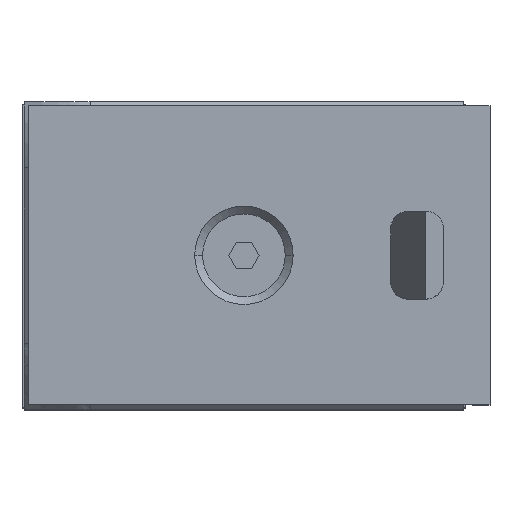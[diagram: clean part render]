
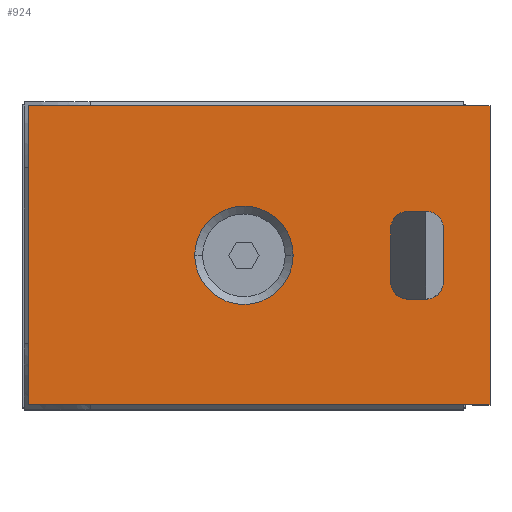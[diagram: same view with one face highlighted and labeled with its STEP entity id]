
A CAD part, top view. The second image highlights one B-rep face of the part: STEP entity #924.
In plain terms, the highlighted planar face has unit normal (0, 0, 1).
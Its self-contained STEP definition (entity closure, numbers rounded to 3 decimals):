
#780 = EDGE_LOOP ( 'NONE', ( #925, #798 ) ) ;
#786 = VERTEX_POINT ( 'NONE', #3388 ) ;
#788 = EDGE_CURVE ( 'NONE', #789, #786, #3387, .T. ) ;
#789 = VERTEX_POINT ( 'NONE', #3382 ) ;
#793 = EDGE_CURVE ( 'NONE', #801, #809, #3399, .T. ) ;
#794 = EDGE_LOOP ( 'NONE', ( #805, #965, #966, #963, #894, #1152, #1063, #1148 ) ) ;
#795 = VERTEX_POINT ( 'NONE', #3395 ) ;
#796 = ORIENTED_EDGE ( 'NONE', *, *, #797, .T. ) ;
#797 = EDGE_CURVE ( 'NONE', #795, #804, #3095, .T. ) ;
#798 = ORIENTED_EDGE ( 'NONE', *, *, #808, .T. ) ;
#799 = ORIENTED_EDGE ( 'NONE', *, *, #800, .T. ) ;
#800 = EDGE_CURVE ( 'NONE', #804, #801, #3451, .T. ) ;
#801 = VERTEX_POINT ( 'NONE', #3445 ) ;
#802 = ORIENTED_EDGE ( 'NONE', *, *, #793, .T. ) ;
#803 = ORIENTED_EDGE ( 'NONE', *, *, #897, .T. ) ;
#804 = VERTEX_POINT ( 'NONE', #3447 ) ;
#805 = ORIENTED_EDGE ( 'NONE', *, *, #806, .F. ) ;
#806 = EDGE_CURVE ( 'NONE', #890, #1111, #3458, .T. ) ;
#808 = EDGE_CURVE ( 'NONE', #786, #789, #3437, .T. ) ;
#809 = VERTEX_POINT ( 'NONE', #3443 ) ;
#887 = VERTEX_POINT ( 'NONE', #4129 ) ;
#890 = VERTEX_POINT ( 'NONE', #4197 ) ;
#894 = ORIENTED_EDGE ( 'NONE', *, *, #895, .F. ) ;
#895 = EDGE_CURVE ( 'NONE', #896, #1056, #4173, .T. ) ;
#896 = VERTEX_POINT ( 'NONE', #4229 ) ;
#897 = EDGE_CURVE ( 'NONE', #809, #795, #4196, .T. ) ;
#898 = EDGE_LOOP ( 'NONE', ( #796, #799, #802, #803 ) ) ;
#924 = ADVANCED_FACE ( 'NONE', ( #4217, #4216, #4215 ), #4214, .T. ) ;
#925 = ORIENTED_EDGE ( 'NONE', *, *, #788, .T. ) ;
#963 = ORIENTED_EDGE ( 'NONE', *, *, #964, .T. ) ;
#964 = EDGE_CURVE ( 'NONE', #1150, #1056, #4350, .T. ) ;
#965 = ORIENTED_EDGE ( 'NONE', *, *, #1055, .T. ) ;
#966 = ORIENTED_EDGE ( 'NONE', *, *, #1064, .F. ) ;
#1055 = EDGE_CURVE ( 'NONE', #890, #887, #3910, .T. ) ;
#1056 = VERTEX_POINT ( 'NONE', #3878 ) ;
#1063 = ORIENTED_EDGE ( 'NONE', *, *, #1199, .F. ) ;
#1064 = EDGE_CURVE ( 'NONE', #1150, #887, #3856, .T. ) ;
#1111 = VERTEX_POINT ( 'NONE', #3971 ) ;
#1148 = ORIENTED_EDGE ( 'NONE', *, *, #1149, .T. ) ;
#1149 = EDGE_CURVE ( 'NONE', #1173, #1111, #4390, .T. ) ;
#1150 = VERTEX_POINT ( 'NONE', #4363 ) ;
#1152 = ORIENTED_EDGE ( 'NONE', *, *, #1153, .T. ) ;
#1153 = EDGE_CURVE ( 'NONE', #896, #1191, #4368, .T. ) ;
#1173 = VERTEX_POINT ( 'NONE', #4402 ) ;
#1191 = VERTEX_POINT ( 'NONE', #4433 ) ;
#1199 = EDGE_CURVE ( 'NONE', #1173, #1191, #4420, .T. ) ;
#3091 = CARTESIAN_POINT ( 'NONE',  ( 53., 0.5, 65. ) ) ;
#3092 = VECTOR ( 'NONE', #3093, 1000. ) ;
#3093 = DIRECTION ( 'NONE',  ( 0., 1., 0. ) ) ;
#3095 = LINE ( 'NONE', #3091, #3092 ) ;
#3382 = CARTESIAN_POINT ( 'NONE',  ( 30.6, 17.5, 65. ) ) ;
#3383 = DIRECTION ( 'NONE',  ( 1., 0., 0. ) ) ;
#3384 = DIRECTION ( 'NONE',  ( 0., 0., -1. ) ) ;
#3385 = CARTESIAN_POINT ( 'NONE',  ( 25., 17.5, 65. ) ) ;
#3386 = AXIS2_PLACEMENT_3D ( 'NONE', #3385, #3384, #3383 ) ;
#3387 = CIRCLE ( 'NONE', #3386, 5.6 ) ;
#3388 = CARTESIAN_POINT ( 'NONE',  ( 19.4, 17.5, 65. ) ) ;
#3395 = CARTESIAN_POINT ( 'NONE',  ( 53., 0.5, 65. ) ) ;
#3396 = DIRECTION ( 'NONE',  ( 0., -1., 0. ) ) ;
#3397 = VECTOR ( 'NONE', #3396, 1000. ) ;
#3398 = CARTESIAN_POINT ( 'NONE',  ( 0.5, 0.5, 65. ) ) ;
#3399 = LINE ( 'NONE', #3398, #3397 ) ;
#3436 = DIRECTION ( 'NONE',  ( -1., 0., 0. ) ) ;
#3437 = CIRCLE ( 'NONE', #3450, 5.6 ) ;
#3443 = CARTESIAN_POINT ( 'NONE',  ( 0.5, 0.5, 65. ) ) ;
#3444 = DIRECTION ( 'NONE',  ( 1., 0., 0. ) ) ;
#3445 = CARTESIAN_POINT ( 'NONE',  ( 0.5, 34.5, 65. ) ) ;
#3446 = CARTESIAN_POINT ( 'NONE',  ( 53., 34.5, 65. ) ) ;
#3447 = CARTESIAN_POINT ( 'NONE',  ( 53., 34.5, 65. ) ) ;
#3448 = DIRECTION ( 'NONE',  ( 0., 0., -1. ) ) ;
#3449 = CARTESIAN_POINT ( 'NONE',  ( 25., 17.5, 65. ) ) ;
#3450 = AXIS2_PLACEMENT_3D ( 'NONE', #3449, #3448, #3444 ) ;
#3451 = LINE ( 'NONE', #3446, #3452 ) ;
#3452 = VECTOR ( 'NONE', #3436, 1000. ) ;
#3455 = DIRECTION ( 'NONE',  ( -1., 0., 0. ) ) ;
#3456 = VECTOR ( 'NONE', #3455, 1000. ) ;
#3457 = CARTESIAN_POINT ( 'NONE',  ( 47.7, 22.5, 65. ) ) ;
#3458 = LINE ( 'NONE', #3457, #3456 ) ;
#3835 = DIRECTION ( 'NONE',  ( 0., 1., 0. ) ) ;
#3836 = VECTOR ( 'NONE', #3835, 1000. ) ;
#3847 = AXIS2_PLACEMENT_3D ( 'NONE', #3909, #3908, #3907 ) ;
#3855 = CARTESIAN_POINT ( 'NONE',  ( 47.7, 12.5, 65. ) ) ;
#3856 = LINE ( 'NONE', #3855, #3836 ) ;
#3878 = CARTESIAN_POINT ( 'NONE',  ( 45.7, 12.5, 65. ) ) ;
#3907 = DIRECTION ( 'NONE',  ( 1., 0., 0. ) ) ;
#3908 = DIRECTION ( 'NONE',  ( 0., 0., -1. ) ) ;
#3909 = CARTESIAN_POINT ( 'NONE',  ( 45.7, 20.5, 65. ) ) ;
#3910 = CIRCLE ( 'NONE', #3847, 2. ) ;
#3971 = CARTESIAN_POINT ( 'NONE',  ( 43.7, 22.5, 65. ) ) ;
#4129 = CARTESIAN_POINT ( 'NONE',  ( 47.7, 20.5, 65. ) ) ;
#4173 = LINE ( 'NONE', #4273, #4272 ) ;
#4193 = DIRECTION ( 'NONE',  ( 1., 0., 0. ) ) ;
#4194 = VECTOR ( 'NONE', #4193, 1000. ) ;
#4195 = CARTESIAN_POINT ( 'NONE',  ( 53., 0.5, 65. ) ) ;
#4196 = LINE ( 'NONE', #4195, #4194 ) ;
#4197 = CARTESIAN_POINT ( 'NONE',  ( 45.7, 22.5, 65. ) ) ;
#4210 = DIRECTION ( 'NONE',  ( 1., 0., 0. ) ) ;
#4211 = DIRECTION ( 'NONE',  ( 0., 0., 1. ) ) ;
#4212 = CARTESIAN_POINT ( 'NONE',  ( 53., 0.5, 65. ) ) ;
#4213 = AXIS2_PLACEMENT_3D ( 'NONE', #4212, #4211, #4210 ) ;
#4214 = PLANE ( 'NONE',  #4213 ) ;
#4215 = FACE_BOUND ( 'NONE', #794, .T. ) ;
#4216 = FACE_OUTER_BOUND ( 'NONE', #898, .T. ) ;
#4217 = FACE_BOUND ( 'NONE', #780, .T. ) ;
#4229 = CARTESIAN_POINT ( 'NONE',  ( 43.7, 12.5, 65. ) ) ;
#4230 = DIRECTION ( 'NONE',  ( 1., 0., 0. ) ) ;
#4272 = VECTOR ( 'NONE', #4230, 1000. ) ;
#4273 = CARTESIAN_POINT ( 'NONE',  ( 47.7, 12.5, 65. ) ) ;
#4347 = DIRECTION ( 'NONE',  ( 1., 0., 0. ) ) ;
#4348 = AXIS2_PLACEMENT_3D ( 'NONE', #4352, #4349, #4347 ) ;
#4349 = DIRECTION ( 'NONE',  ( 0., 0., -1. ) ) ;
#4350 = CIRCLE ( 'NONE', #4348, 2. ) ;
#4352 = CARTESIAN_POINT ( 'NONE',  ( 45.7, 14.5, 65. ) ) ;
#4361 = DIRECTION ( 'NONE',  ( 0., 0., -1. ) ) ;
#4362 = CARTESIAN_POINT ( 'NONE',  ( 43.7, 14.5, 65. ) ) ;
#4363 = CARTESIAN_POINT ( 'NONE',  ( 47.7, 14.5, 65. ) ) ;
#4365 = DIRECTION ( 'NONE',  ( 1., 0., 0. ) ) ;
#4368 = CIRCLE ( 'NONE', #4372, 2. ) ;
#4372 = AXIS2_PLACEMENT_3D ( 'NONE', #4362, #4361, #4365 ) ;
#4382 = CARTESIAN_POINT ( 'NONE',  ( 43.7, 20.5, 65. ) ) ;
#4387 = DIRECTION ( 'NONE',  ( 1., 0., 0. ) ) ;
#4388 = AXIS2_PLACEMENT_3D ( 'NONE', #4382, #4389, #4387 ) ;
#4389 = DIRECTION ( 'NONE',  ( 0., 0., -1. ) ) ;
#4390 = CIRCLE ( 'NONE', #4388, 2. ) ;
#4402 = CARTESIAN_POINT ( 'NONE',  ( 41.7, 20.5, 65. ) ) ;
#4417 = DIRECTION ( 'NONE',  ( 0., -1., 0. ) ) ;
#4418 = VECTOR ( 'NONE', #4417, 1000. ) ;
#4419 = CARTESIAN_POINT ( 'NONE',  ( 41.7, 12.5, 65. ) ) ;
#4420 = LINE ( 'NONE', #4419, #4418 ) ;
#4433 = CARTESIAN_POINT ( 'NONE',  ( 41.7, 14.5, 65. ) ) ;
